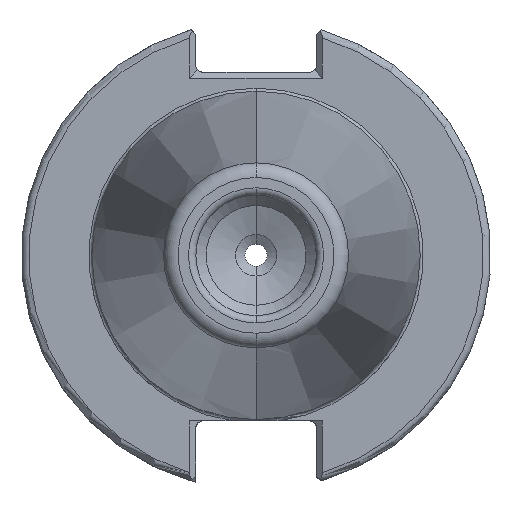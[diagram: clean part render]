
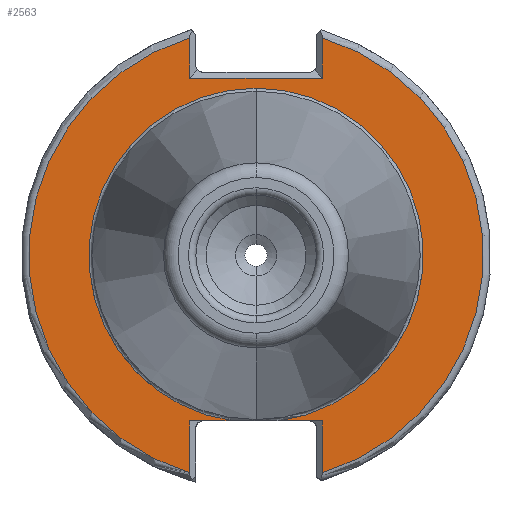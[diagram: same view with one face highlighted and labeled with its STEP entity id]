
A CAD part, left-side view. The second image highlights one B-rep face of the part: STEP entity #2563.
In plain terms, the highlighted planar face has unit normal (-1, 0, 0).
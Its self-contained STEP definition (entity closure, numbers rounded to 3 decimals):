
#66 = EDGE_CURVE ( 'NONE', #4052, #3653, #3180, .T. ) ;
#126 = CARTESIAN_POINT ( 'NONE',  ( -76.82, -8.99, 24. ) ) ;
#287 = VERTEX_POINT ( 'NONE', #2525 ) ;
#303 = AXIS2_PLACEMENT_3D ( 'NONE', #343, #341, #333 ) ;
#333 = DIRECTION ( 'NONE',  ( 0., 0., 1. ) ) ;
#341 = DIRECTION ( 'NONE',  ( -1., 0., 0. ) ) ;
#343 = CARTESIAN_POINT ( 'NONE',  ( -76.82, 0., 0. ) ) ;
#423 = CARTESIAN_POINT ( 'NONE',  ( -76.82, -8.99, -29.433 ) ) ;
#538 = EDGE_CURVE ( 'NONE', #3871, #3653, #2359, .T. ) ;
#598 = CARTESIAN_POINT ( 'NONE',  ( -76.82, 8.99, 29.433 ) ) ;
#608 = CARTESIAN_POINT ( 'NONE',  ( -76.82, 3.112, -22.41 ) ) ;
#628 = EDGE_LOOP ( 'NONE', ( #837, #1455, #2967, #1440, #3569, #2300, #1229, #2850, #1392, #2396, #1746 ) ) ;
#711 = EDGE_CURVE ( 'NONE', #287, #3871, #2021, .T. ) ;
#807 = VERTEX_POINT ( 'NONE', #423 ) ;
#837 = ORIENTED_EDGE ( 'NONE', *, *, #1709, .T. ) ;
#845 = DIRECTION ( 'NONE',  ( 0., 0., 1. ) ) ;
#848 = CARTESIAN_POINT ( 'NONE',  ( -76.82, 8.99, 0. ) ) ;
#887 = VERTEX_POINT ( 'NONE', #598 ) ;
#942 = VERTEX_POINT ( 'NONE', #126 ) ;
#992 = AXIS2_PLACEMENT_3D ( 'NONE', #3798, #3788, #3787 ) ;
#1099 = AXIS2_PLACEMENT_3D ( 'NONE', #3198, #3223, #3224 ) ;
#1229 = ORIENTED_EDGE ( 'NONE', *, *, #2472, .T. ) ;
#1392 = ORIENTED_EDGE ( 'NONE', *, *, #3589, .T. ) ;
#1440 = ORIENTED_EDGE ( 'NONE', *, *, #538, .T. ) ;
#1455 = ORIENTED_EDGE ( 'NONE', *, *, #4046, .T. ) ;
#1487 = DIRECTION ( 'NONE',  ( 0., 0., -1. ) ) ;
#1507 = DIRECTION ( 'NONE',  ( -1., 0., 0. ) ) ;
#1508 = DIRECTION ( 'NONE',  ( 0., 0., -1. ) ) ;
#1512 = DIRECTION ( 'NONE',  ( 1., 0., 0. ) ) ;
#1513 = PLANE ( 'NONE',  #1548 ) ;
#1548 = AXIS2_PLACEMENT_3D ( 'NONE', #1575, #1512, #1508 ) ;
#1553 = CARTESIAN_POINT ( 'NONE',  ( -76.82, 0., 0. ) ) ;
#1575 = CARTESIAN_POINT ( 'NONE',  ( -76.82, 0., 0. ) ) ;
#1608 = EDGE_CURVE ( 'NONE', #3325, #942, #4261, .T. ) ;
#1648 = CARTESIAN_POINT ( 'NONE',  ( -76.82, -8.19, -22.41 ) ) ;
#1650 = DIRECTION ( 'NONE',  ( 0., -1., 0. ) ) ;
#1709 = EDGE_CURVE ( 'NONE', #2179, #887, #4098, .T. ) ;
#1746 = ORIENTED_EDGE ( 'NONE', *, *, #3992, .T. ) ;
#1970 = VERTEX_POINT ( 'NONE', #2887 ) ;
#2003 = CARTESIAN_POINT ( 'NONE',  ( -76.82, -8.19, -22.41 ) ) ;
#2021 = LINE ( 'NONE', #848, #4187 ) ;
#2034 = DIRECTION ( 'NONE',  ( 0., -1., 0. ) ) ;
#2179 = VERTEX_POINT ( 'NONE', #2388 ) ;
#2276 = LINE ( 'NONE', #3927, #2288 ) ;
#2282 = DIRECTION ( 'NONE',  ( 0., 0., -1. ) ) ;
#2288 = VECTOR ( 'NONE', #3947, 1000. ) ;
#2300 = ORIENTED_EDGE ( 'NONE', *, *, #3075, .F. ) ;
#2321 = VECTOR ( 'NONE', #2034, 1000. ) ;
#2322 = CARTESIAN_POINT ( 'NONE',  ( -76.82, -8.99, 0. ) ) ;
#2335 = CIRCLE ( 'NONE', #992, 30.775 ) ;
#2359 = LINE ( 'NONE', #2003, #2321 ) ;
#2388 = CARTESIAN_POINT ( 'NONE',  ( -76.82, 8.99, 24. ) ) ;
#2396 = ORIENTED_EDGE ( 'NONE', *, *, #1608, .T. ) ;
#2472 = EDGE_CURVE ( 'NONE', #4206, #1970, #3349, .T. ) ;
#2525 = CARTESIAN_POINT ( 'NONE',  ( -76.82, 8.99, -29.433 ) ) ;
#2563 = ADVANCED_FACE ( 'NONE', ( #3246 ), #1513, .F. ) ;
#2636 = CIRCLE ( 'NONE', #3293, 30.775 ) ;
#2672 = LINE ( 'NONE', #2322, #2719 ) ;
#2719 = VECTOR ( 'NONE', #2282, 1000. ) ;
#2850 = ORIENTED_EDGE ( 'NONE', *, *, #3499, .T. ) ;
#2887 = CARTESIAN_POINT ( 'NONE',  ( -76.82, -8.99, -22.41 ) ) ;
#2910 = CIRCLE ( 'NONE', #303, 22.625 ) ;
#2967 = ORIENTED_EDGE ( 'NONE', *, *, #711, .T. ) ;
#3075 = EDGE_CURVE ( 'NONE', #4206, #4052, #2910, .T. ) ;
#3180 = CIRCLE ( 'NONE', #1099, 22.625 ) ;
#3198 = CARTESIAN_POINT ( 'NONE',  ( -76.82, 0., 0. ) ) ;
#3223 = DIRECTION ( 'NONE',  ( -1., 0., 0. ) ) ;
#3224 = DIRECTION ( 'NONE',  ( 0., 0., 1. ) ) ;
#3246 = FACE_OUTER_BOUND ( 'NONE', #628, .T. ) ;
#3260 = VECTOR ( 'NONE', #1650, 1000. ) ;
#3293 = AXIS2_PLACEMENT_3D ( 'NONE', #1553, #1507, #1487 ) ;
#3325 = VERTEX_POINT ( 'NONE', #3937 ) ;
#3349 = LINE ( 'NONE', #1648, #3260 ) ;
#3404 = CARTESIAN_POINT ( 'NONE',  ( -76.82, -3.112, -22.41 ) ) ;
#3499 = EDGE_CURVE ( 'NONE', #1970, #807, #2672, .T. ) ;
#3569 = ORIENTED_EDGE ( 'NONE', *, *, #66, .F. ) ;
#3589 = EDGE_CURVE ( 'NONE', #807, #3325, #2636, .T. ) ;
#3653 = VERTEX_POINT ( 'NONE', #608 ) ;
#3707 = CARTESIAN_POINT ( 'NONE',  ( -76.82, 8.99, 30.701 ) ) ;
#3731 = DIRECTION ( 'NONE',  ( 0., 0., 1. ) ) ;
#3772 = CARTESIAN_POINT ( 'NONE',  ( -76.82, 0., 22.625 ) ) ;
#3787 = DIRECTION ( 'NONE',  ( 0., 0., -1. ) ) ;
#3788 = DIRECTION ( 'NONE',  ( -1., 0., 0. ) ) ;
#3798 = CARTESIAN_POINT ( 'NONE',  ( -76.82, 0., 0. ) ) ;
#3871 = VERTEX_POINT ( 'NONE', #4162 ) ;
#3927 = CARTESIAN_POINT ( 'NONE',  ( -76.82, 0., 24. ) ) ;
#3937 = CARTESIAN_POINT ( 'NONE',  ( -76.82, -8.99, 29.433 ) ) ;
#3947 = DIRECTION ( 'NONE',  ( 0., 1., 0. ) ) ;
#3992 = EDGE_CURVE ( 'NONE', #942, #2179, #2276, .T. ) ;
#3993 = DIRECTION ( 'NONE',  ( 0., 0., -1. ) ) ;
#3995 = CARTESIAN_POINT ( 'NONE',  ( -76.82, -8.99, 24.8 ) ) ;
#4001 = VECTOR ( 'NONE', #3731, 1000. ) ;
#4046 = EDGE_CURVE ( 'NONE', #887, #287, #2335, .T. ) ;
#4052 = VERTEX_POINT ( 'NONE', #3772 ) ;
#4098 = LINE ( 'NONE', #3707, #4001 ) ;
#4162 = CARTESIAN_POINT ( 'NONE',  ( -76.82, 8.99, -22.41 ) ) ;
#4187 = VECTOR ( 'NONE', #845, 1000. ) ;
#4206 = VERTEX_POINT ( 'NONE', #3404 ) ;
#4231 = VECTOR ( 'NONE', #3993, 1000. ) ;
#4261 = LINE ( 'NONE', #3995, #4231 ) ;
